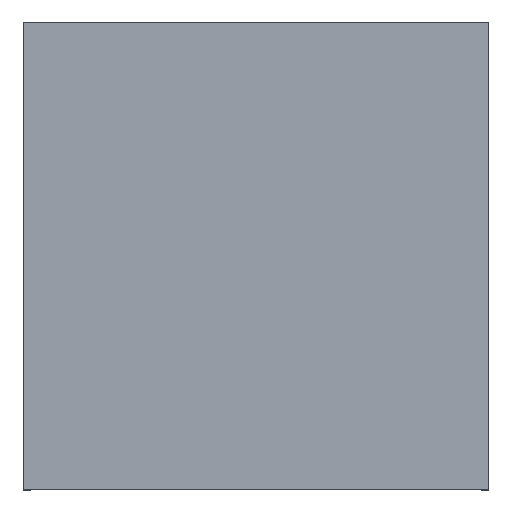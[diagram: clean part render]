
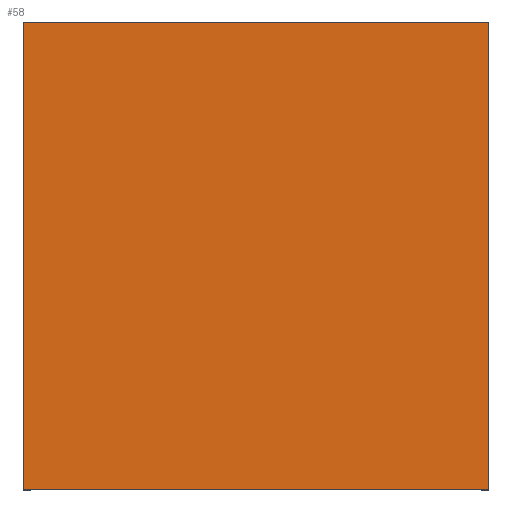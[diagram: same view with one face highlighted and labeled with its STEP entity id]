
A CAD part, top view. The second image highlights one B-rep face of the part: STEP entity #58.
In plain terms, the highlighted planar face has unit normal (0, 0, 1).
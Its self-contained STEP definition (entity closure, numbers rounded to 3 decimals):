
#30 = DIRECTION ( 'NONE',  ( 0., -1., 0. ) ) ;
#34 = AXIS2_PLACEMENT_3D ( 'NONE', #294, #447, #263 ) ;
#58 = ADVANCED_FACE ( 'NONE', ( #704 ), #687, .F. ) ;
#78 = LINE ( 'NONE', #493, #298 ) ;
#139 = EDGE_LOOP ( 'NONE', ( #653, #557, #273, #295 ) ) ;
#178 = DIRECTION ( 'NONE',  ( 1., 0., 0. ) ) ;
#209 = LINE ( 'NONE', #395, #753 ) ;
#221 = VERTEX_POINT ( 'NONE', #296 ) ;
#249 = CARTESIAN_POINT ( 'NONE',  ( 25.8, 42.3, 0. ) ) ;
#263 = DIRECTION ( 'NONE',  ( -1., 0., 0. ) ) ;
#273 = ORIENTED_EDGE ( 'NONE', *, *, #285, .F. ) ;
#285 = EDGE_CURVE ( 'NONE', #593, #768, #417, .T. ) ;
#294 = CARTESIAN_POINT ( 'NONE',  ( -25., 9.5, 0. ) ) ;
#295 = ORIENTED_EDGE ( 'NONE', *, *, #327, .F. ) ;
#296 = CARTESIAN_POINT ( 'NONE',  ( -25.8, 42.3, 0. ) ) ;
#298 = VECTOR ( 'NONE', #178, 1000. ) ;
#319 = CARTESIAN_POINT ( 'NONE',  ( 25.8, 43.431, 0. ) ) ;
#325 = EDGE_CURVE ( 'NONE', #221, #604, #699, .T. ) ;
#327 = EDGE_CURVE ( 'NONE', #221, #593, #209, .T. ) ;
#332 = CARTESIAN_POINT ( 'NONE',  ( -25.8, 43.431, 0. ) ) ;
#345 = CARTESIAN_POINT ( 'NONE',  ( -25.8, -9.5, 0. ) ) ;
#395 = CARTESIAN_POINT ( 'NONE',  ( -25., 42.3, 0. ) ) ;
#417 = LINE ( 'NONE', #319, #713 ) ;
#443 = DIRECTION ( 'NONE',  ( 1., 0., 0. ) ) ;
#447 = DIRECTION ( 'NONE',  ( 0., 0., -1. ) ) ;
#478 = EDGE_CURVE ( 'NONE', #604, #768, #78, .T. ) ;
#493 = CARTESIAN_POINT ( 'NONE',  ( -25., -9.5, 0. ) ) ;
#505 = CARTESIAN_POINT ( 'NONE',  ( 25.8, -9.5, 0. ) ) ;
#557 = ORIENTED_EDGE ( 'NONE', *, *, #478, .T. ) ;
#593 = VERTEX_POINT ( 'NONE', #249 ) ;
#604 = VERTEX_POINT ( 'NONE', #345 ) ;
#630 = VECTOR ( 'NONE', #691, 1000. ) ;
#653 = ORIENTED_EDGE ( 'NONE', *, *, #325, .T. ) ;
#687 = PLANE ( 'NONE',  #34 ) ;
#691 = DIRECTION ( 'NONE',  ( 0., -1., 0. ) ) ;
#699 = LINE ( 'NONE', #332, #630 ) ;
#704 = FACE_OUTER_BOUND ( 'NONE', #139, .T. ) ;
#713 = VECTOR ( 'NONE', #30, 1000. ) ;
#753 = VECTOR ( 'NONE', #443, 1000. ) ;
#768 = VERTEX_POINT ( 'NONE', #505 ) ;
